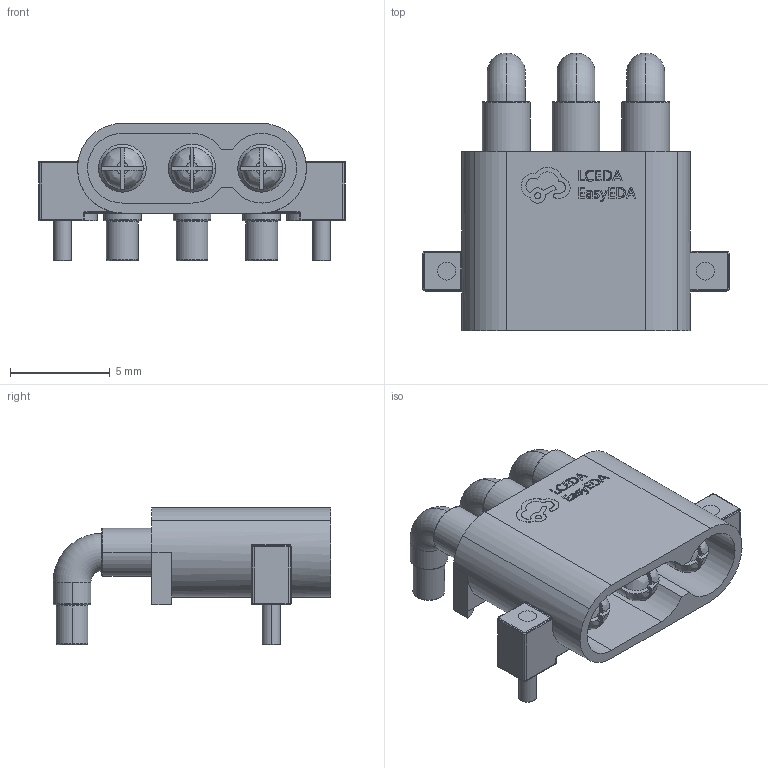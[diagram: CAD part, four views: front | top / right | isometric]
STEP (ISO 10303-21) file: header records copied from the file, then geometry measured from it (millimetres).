
FILE_DESCRIPTION (( 'STEP AP214' ), '1' );
FILE_NAME ('CONN-TH_MR30PW-M30-G-Y.STEP', '2024-03-16T13:40:55', ( '' ), ( '' ), 'SwSTEP 2.0', 'SolidWorks 2020', '' );
FILE_SCHEMA (( 'AUTOMOTIVE_DESIGN' ));
Length unit declared in the file: millimetre
Products named in the file (1): CONN-TH_MR30PW-M30-G-Y
Bounding box: 15.4 x 13.95 x 6.91 mm (x, y, z)
Volume: 336.4 mm3; surface area: 1196.2 mm2
Topology: 37 solids, 37 shells, 510 faces, 1229 edges, 794 vertices
Faces by surface type: plane 230, bspline 118, cylinder 108, torus 40, sphere 8, cone 6
Entity records: 21878 total; most frequent: CARTESIAN_POINT 4511, ORIENTED_EDGE 2458, DIRECTION 2103, EDGE_CURVE 1229, VERTEX_POINT 794, AXIS2_PLACEMENT_3D 719, VECTOR 665, LINE 665
